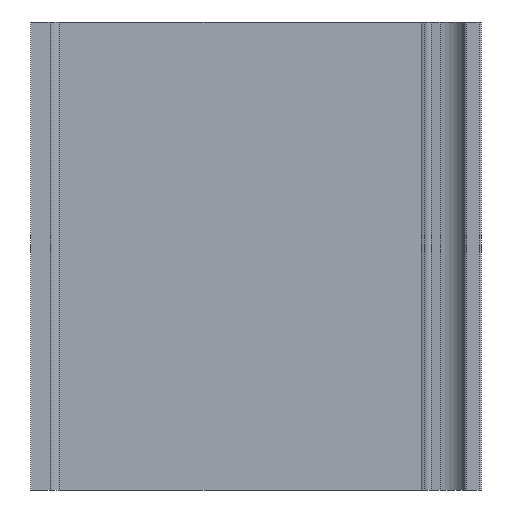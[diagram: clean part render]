
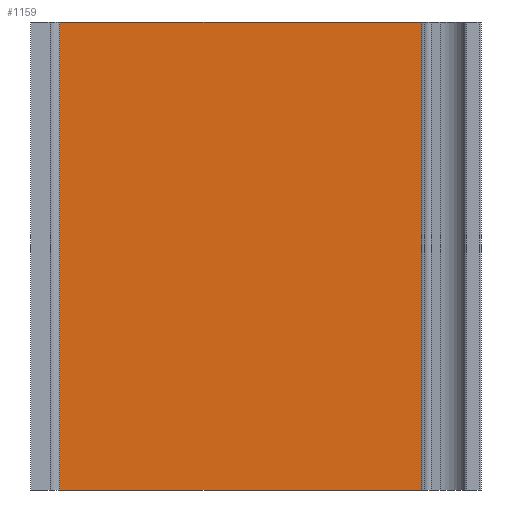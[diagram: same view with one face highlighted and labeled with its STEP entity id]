
A CAD part, left-side view. The second image highlights one B-rep face of the part: STEP entity #1159.
In plain terms, the highlighted planar face has unit normal (-1, 0, 0).
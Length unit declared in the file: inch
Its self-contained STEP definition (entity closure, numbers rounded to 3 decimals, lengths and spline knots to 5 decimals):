
#79=CARTESIAN_POINT('',(10.9927,-0.75672,12.0));
#80=VERTEX_POINT('',#79);
#98=CARTESIAN_POINT('',(10.9927,-0.75672,0.0));
#99=VERTEX_POINT('',#98);
#107=CARTESIAN_POINT('',(10.9927,-0.75672,0.0));
#108=DIRECTION('',(0.0,0.0,1.0));
#109=VECTOR('',#108,12.0);
#110=LINE('',#107,#109);
#111=EDGE_CURVE('',#99,#80,#110,.T.);
#1110=CARTESIAN_POINT('',(10.9927,-10.02722,12.0));
#1111=VERTEX_POINT('',#1110);
#1119=CARTESIAN_POINT('',(10.9927,-10.02722,0.0));
#1120=VERTEX_POINT('',#1119);
#1121=CARTESIAN_POINT('',(10.9927,-10.02722,0.0));
#1122=DIRECTION('',(0.0,0.0,1.0));
#1123=VECTOR('',#1122,12.0);
#1124=LINE('',#1121,#1123);
#1125=EDGE_CURVE('',#1120,#1111,#1124,.T.);
#1138=CARTESIAN_POINT('',(10.9927,-10.02722,0.0));
#1139=DIRECTION('',(-1.0,0.,0.0));
#1140=DIRECTION('',(0.0,0.0,1.0));
#1141=AXIS2_PLACEMENT_3D('',#1138,#1139,#1140);
#1142=PLANE('',#1141);
#1143=CARTESIAN_POINT('',(10.9927,-10.02722,12.0));
#1144=DIRECTION('',(0.,1.0,0.0));
#1145=VECTOR('',#1144,9.2705);
#1146=LINE('',#1143,#1145);
#1147=EDGE_CURVE('',#1111,#80,#1146,.T.);
#1148=ORIENTED_EDGE('',*,*,#1147,.T.);
#1149=ORIENTED_EDGE('',*,*,#111,.F.);
#1150=CARTESIAN_POINT('',(10.9927,-10.02722,0.0));
#1151=DIRECTION('',(0.,1.0,0.0));
#1152=VECTOR('',#1151,9.2705);
#1153=LINE('',#1150,#1152);
#1154=EDGE_CURVE('',#1120,#99,#1153,.T.);
#1155=ORIENTED_EDGE('',*,*,#1154,.F.);
#1156=ORIENTED_EDGE('',*,*,#1125,.T.);
#1157=EDGE_LOOP('',(#1148,#1149,#1155,#1156));
#1158=FACE_OUTER_BOUND('',#1157,.T.);
#1159=ADVANCED_FACE('',(#1158),#1142,.T.);
